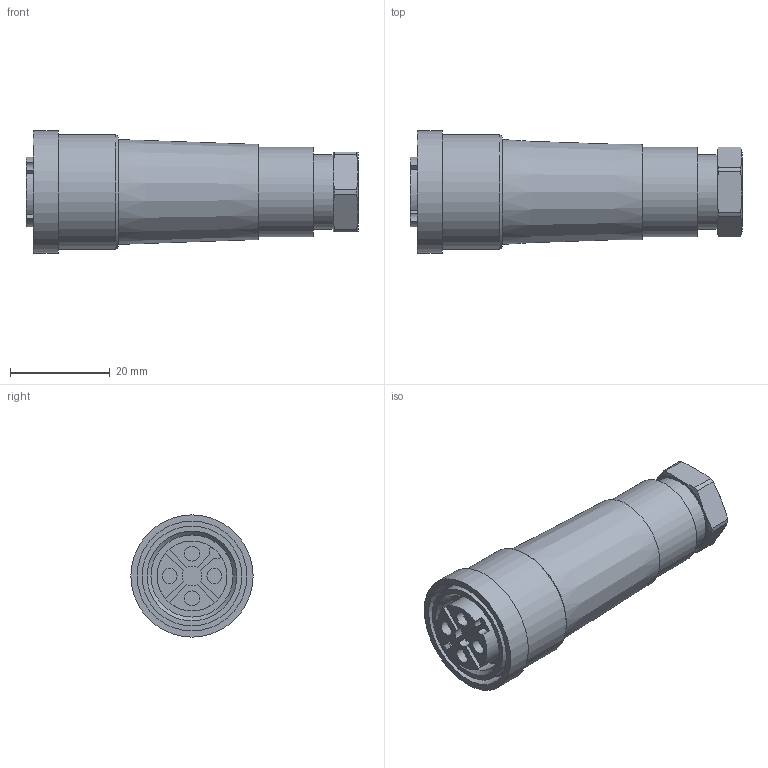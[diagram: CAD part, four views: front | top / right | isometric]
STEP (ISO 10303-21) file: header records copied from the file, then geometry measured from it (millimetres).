
FILE_DESCRIPTION(/* description */ ('STEP AP214'),/* implementation_level */ '2;1');
FILE_NAME(/* name */ '18493_NTSD-GD-9',/* time_stamp */ '2024-09-10T07:39:19+02:00',/* author */ ('License CC BY-ND 4.0'),/* organization */ ('CADENAS'),/* preprocessor_version */ 'ST-DEVELOPER v19.3',/* originating_system */ 'PARTsolutions',/* authorisation */ ' ');
FILE_SCHEMA (('AUTOMOTIVE_DESIGN {1 0 10303 214 3 1 1}'));
Length unit declared in the file: millimetre
Products named in the file (1): 18493 NTSD-GD-9
Bounding box: 66.5 x 24.5 x 24.5 mm (x, y, z)
Volume: 19236.5 mm3; surface area: 6513.2 mm2
Topology: 1 solids, 1 shells, 74 faces, 161 edges, 103 vertices
Faces by surface type: plane 34, cylinder 25, cone 15
Full cylindrical faces by diameter (mm): 3 x4, 12 x1, 14 x1, 15 x1, 16.459 x1, 18 x1, 20 x1, 22 x1, 23 x1, 24.5 x1
Entity records: 1990 total; most frequent: CARTESIAN_POINT 391, DIRECTION 342, ORIENTED_EDGE 286, AXIS2_PLACEMENT_3D 148, EDGE_CURVE 143, EDGE_LOOP 104, FACE_BOUND 104, VERTEX_POINT 101
